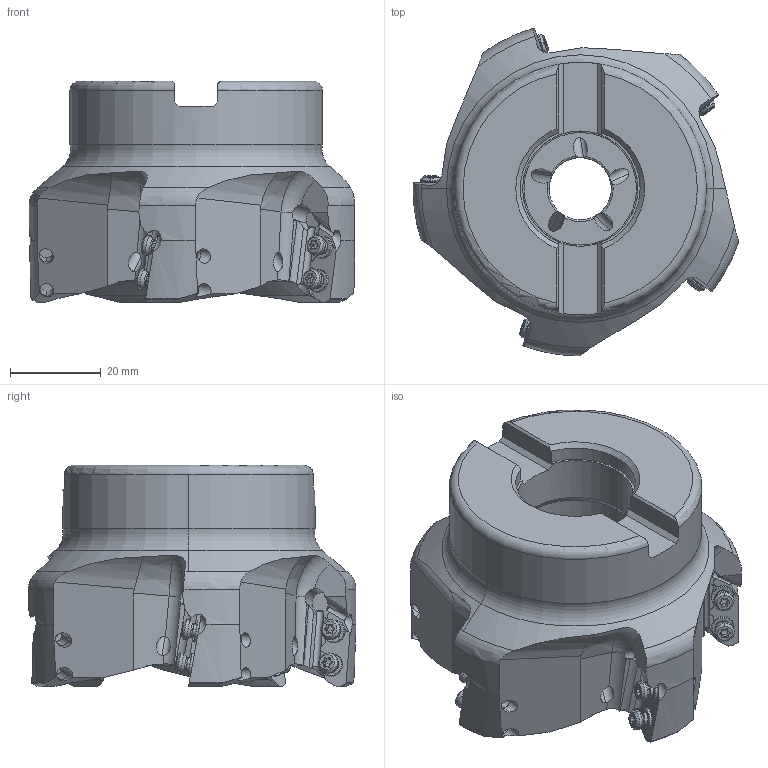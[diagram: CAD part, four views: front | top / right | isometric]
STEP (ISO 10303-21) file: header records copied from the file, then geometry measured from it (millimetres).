
FILE_DESCRIPTION(/* description */ (''),/* implementation_level */ '2;1');
FILE_NAME(/* name */ 'AXD4000UR0305CA.stp',/* time_stamp */ '2021-10-19T09:07:14+09:00',/* author */ (''),/* organization */ (''),/* preprocessor_version */ 'ST-DEVELOPER v16',/* originating_system */ 'SIEMENS PLM Software NX 10.0',/* authorisation */ '');
FILE_SCHEMA (('AUTOMOTIVE_DESIGN { 1 0 10303 214 3 1 1 1 }'));
Length unit declared in the file: millimetre
Products named in the file (1): AXD4000UR0305CA_ASM
Bounding box: 71.76 x 72.2 x 48.79 mm (x, y, z)
Volume: 105375.4 mm3; surface area: 22567.9 mm2
Topology: 11 solids, 11 shells, 734 faces, 2292 edges, 1563 vertices
Faces by surface type: cylinder 359, plane 161, cone 117, torus 57, sphere 40
Entity records: 31797 total; most frequent: CARTESIAN_POINT 11284, ORIENTED_EDGE 4520, DIRECTION 4180, EDGE_CURVE 2260, AXIS2_PLACEMENT_3D 1783, VERTEX_POINT 1555, CIRCLE 931, EDGE_LOOP 773
